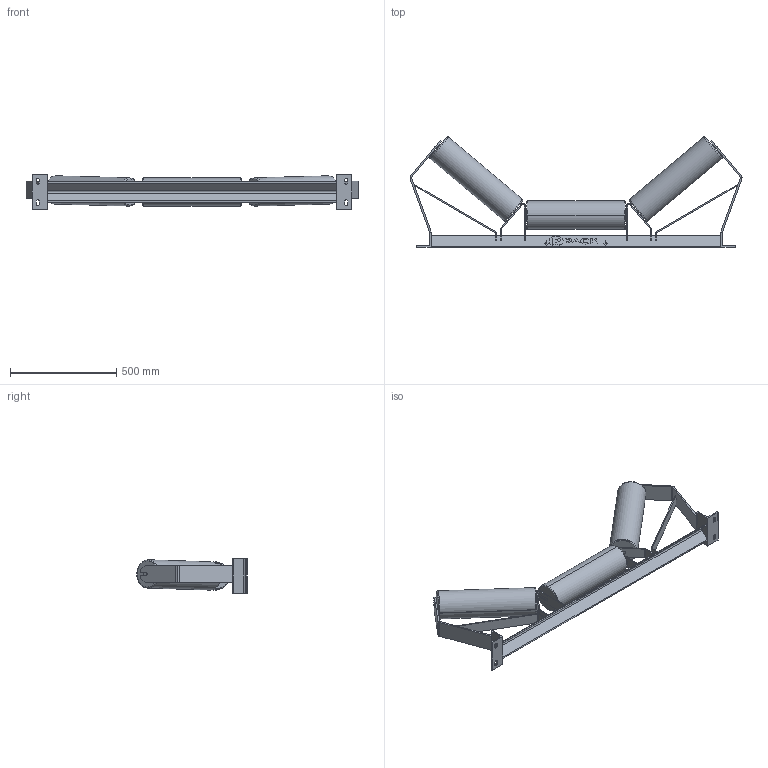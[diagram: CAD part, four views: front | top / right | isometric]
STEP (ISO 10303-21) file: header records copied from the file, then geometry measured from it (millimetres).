
FILE_DESCRIPTION (( 'STEP AP214' ), '1' );
FILE_NAME ('SUPPORT SRC 53301 E150 B1200 40° axe Ø20 Rouleau Ø133 avec pincement.step', '2020-02-28T10:19:05', ( '' ), ( '' ), 'SwSTEP 2.0', 'SolidWorks 2019', '' );
FILE_SCHEMA (( 'AUTOMOTIVE_DESIGN' ));
Length unit declared in the file: millimetre
Products named in the file (1): SUPPORT SRC 53301 E150 B1200 40° axe Ø20 Rouleau Ø133 avec pincement
Bounding box: 1560.09 x 518.68 x 160 mm (x, y, z)
Volume: 5209839.5 mm3; surface area: 2187216.4 mm2
Topology: 12 solids, 15 shells, 371 faces, 920 edges, 588 vertices
Faces by surface type: plane 257, cylinder 85, bspline 17, torus 12
Entity records: 11165 total; most frequent: CARTESIAN_POINT 2101, ORIENTED_EDGE 1840, DIRECTION 1822, EDGE_CURVE 920, LINE 660, VECTOR 660, VERTEX_POINT 588, AXIS2_PLACEMENT_3D 581
